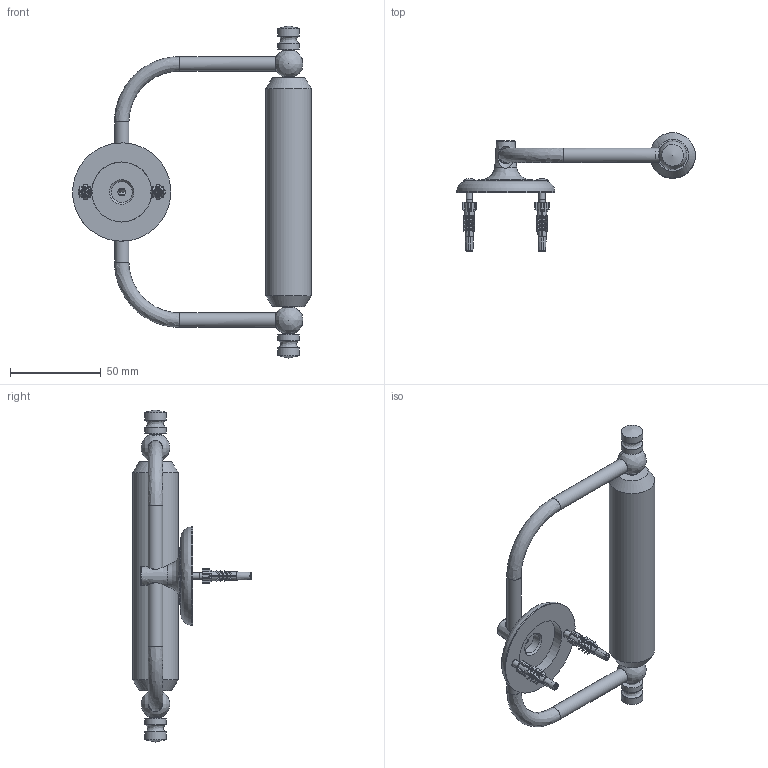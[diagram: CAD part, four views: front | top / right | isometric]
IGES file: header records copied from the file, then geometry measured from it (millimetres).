
Global section: file name: N20; native system: Autodesk Inventor 2018; preprocessor: unknown; author: mblakey; date: 20190705.122622; units: millimetre
Bounding box: 131.29 x 65.2 x 182.57 mm (x, y, z)
Volume: 93089.8 mm3; surface area: 37678.7 mm2
Topology: 12 solids, 12 shells, 519 faces, 1527 edges, 1020 vertices
Faces by surface type: bspline 519
